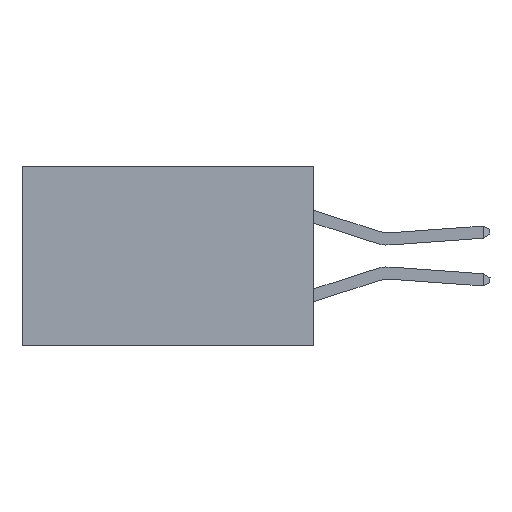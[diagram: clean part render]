
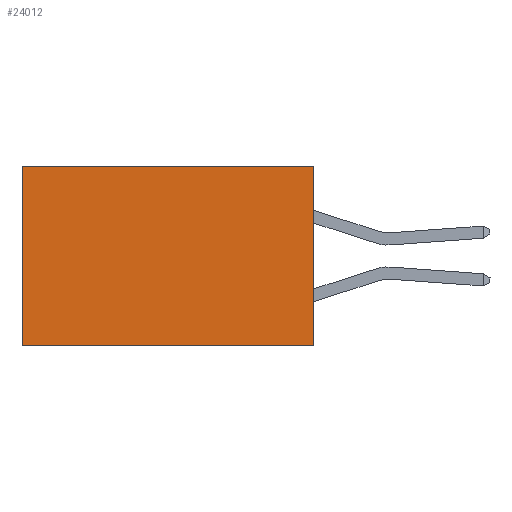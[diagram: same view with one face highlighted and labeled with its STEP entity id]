
A CAD part, left-side view. The second image highlights one B-rep face of the part: STEP entity #24012.
In plain terms, the highlighted planar face has unit normal (-1, 0, 0).
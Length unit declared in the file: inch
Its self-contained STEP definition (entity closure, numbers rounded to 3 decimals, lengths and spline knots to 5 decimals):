
#344 = DIRECTION ( 'NONE',  ( 0., 0., -1. ) ) ;
#667 = CARTESIAN_POINT ( 'NONE',  ( 0.2875, 0., 0. ) ) ;
#673 = VERTEX_POINT ( 'NONE', #2847 ) ;
#729 = CARTESIAN_POINT ( 'NONE',  ( 0.2875, 0.6, -0.37 ) ) ;
#1182 = VERTEX_POINT ( 'NONE', #8157 ) ;
#2136 = EDGE_CURVE ( 'NONE', #673, #11455, #38125, .T. ) ;
#2847 = CARTESIAN_POINT ( 'NONE',  ( 0.2875, 0., -0.37 ) ) ;
#6755 = AXIS2_PLACEMENT_3D ( 'NONE', #12635, #39062, #344 ) ;
#8157 = CARTESIAN_POINT ( 'NONE',  ( 0.2875, 0.6, 0. ) ) ;
#11455 = VERTEX_POINT ( 'NONE', #729 ) ;
#11788 = VECTOR ( 'NONE', #29898, 39.37008 ) ;
#12635 = CARTESIAN_POINT ( 'NONE',  ( 0.2875, 0., 0. ) ) ;
#13228 = CARTESIAN_POINT ( 'NONE',  ( 0.2875, 0.6, 0. ) ) ;
#15103 = CARTESIAN_POINT ( 'NONE',  ( 0.2875, 0., 0. ) ) ;
#17928 = VECTOR ( 'NONE', #35885, 39.37008 ) ;
#18296 = ORIENTED_EDGE ( 'NONE', *, *, #34018, .F. ) ;
#20855 = EDGE_CURVE ( 'NONE', #36851, #1182, #35826, .T. ) ;
#21232 = DIRECTION ( 'NONE',  ( 0., 0., -1. ) ) ;
#23863 = ORIENTED_EDGE ( 'NONE', *, *, #26150, .T. ) ;
#24012 = ADVANCED_FACE ( 'NONE', ( #38626 ), #28778, .F. ) ;
#26074 = ORIENTED_EDGE ( 'NONE', *, *, #20855, .T. ) ;
#26150 = EDGE_CURVE ( 'NONE', #1182, #11455, #28021, .T. ) ;
#26494 = CARTESIAN_POINT ( 'NONE',  ( 0.2875, 0., -0.37 ) ) ;
#28021 = LINE ( 'NONE', #13228, #17928 ) ;
#28778 = PLANE ( 'NONE',  #6755 ) ;
#29778 = CARTESIAN_POINT ( 'NONE',  ( 0.2875, 0., 0. ) ) ;
#29898 = DIRECTION ( 'NONE',  ( 0., 1., 0. ) ) ;
#31775 = VECTOR ( 'NONE', #35755, 39.37008 ) ;
#33013 = EDGE_LOOP ( 'NONE', ( #23863, #37124, #18296, #26074 ) ) ;
#34018 = EDGE_CURVE ( 'NONE', #36851, #673, #34329, .T. ) ;
#34329 = LINE ( 'NONE', #15103, #38876 ) ;
#35755 = DIRECTION ( 'NONE',  ( 0., 1., 0. ) ) ;
#35826 = LINE ( 'NONE', #667, #31775 ) ;
#35885 = DIRECTION ( 'NONE',  ( 0., 0., -1. ) ) ;
#36851 = VERTEX_POINT ( 'NONE', #29778 ) ;
#37124 = ORIENTED_EDGE ( 'NONE', *, *, #2136, .F. ) ;
#38125 = LINE ( 'NONE', #26494, #11788 ) ;
#38626 = FACE_OUTER_BOUND ( 'NONE', #33013, .T. ) ;
#38876 = VECTOR ( 'NONE', #21232, 39.37008 ) ;
#39062 = DIRECTION ( 'NONE',  ( 1., 0., 0. ) ) ;
